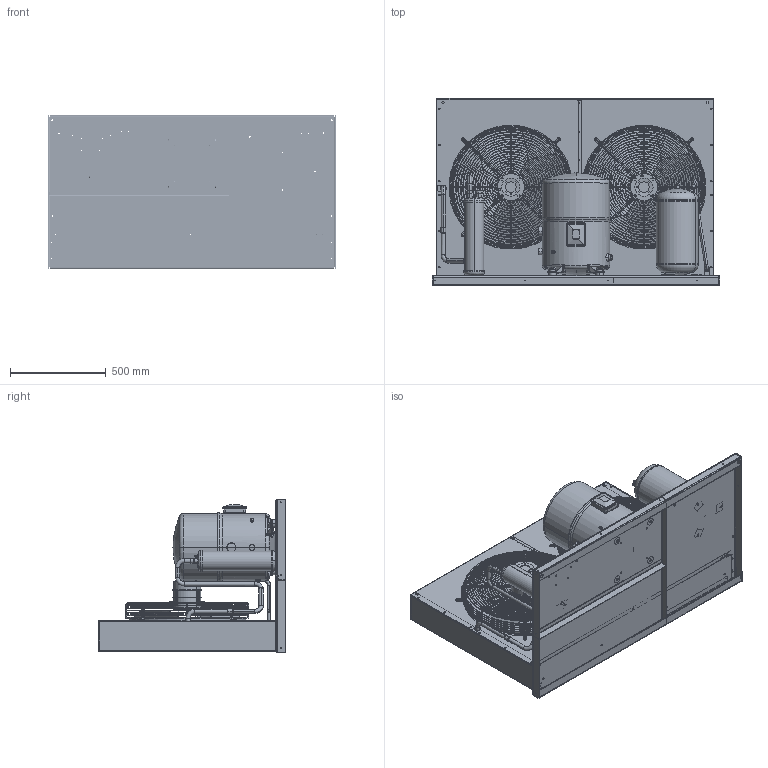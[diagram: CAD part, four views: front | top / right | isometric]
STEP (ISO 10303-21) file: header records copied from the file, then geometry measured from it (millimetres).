
FILE_DESCRIPTION (( 'STEP AP214' ), '1' );
FILE_NAME ('HGM(Z)125D.STEP', '2016-11-17T12:50:11', ( '' ), ( '' ), 'SwSTEP 2.0', 'SolidWorks 2016', '' );
FILE_SCHEMA (( 'AUTOMOTIVE_DESIGN' ));
Length unit declared in the file: millimetre
Products named in the file (19): 191U138500 600MM; hptech_600_Valor predeterminado; 191U137400 MOTOR EBERLE 3-4CV; 191U124727P04_Valor predeterminado; 191U124727P03_Valor predeterminado; 191U124727P02_Valor predeterminado; 191U124717 - Copy_Valor predeterminado; COMPRESSOR DANFOSS MODELO MT100-160; 191U128507; HGM(Z)125D; 191U161207_Valor predeterminado; 191U161007_Valor predeterminado; 191U155927_Valor predeterminado; 191U480407_Predeterminado; 191U007810_Valor predeterminado; 118U6013_Default<As Machined>; 191U124707_Valor predeterminado; 021F0140_Valor predeterminado; 191U135920_Valor predeterminado
Assembly tree (20 placements, depth 4):
  HGM(Z)125D
    191U128507
    COMPRESSOR DANFOSS MODELO MT100-160
    191U124707_Valor predeterminado
      191U124717 - Copy_Valor predeterminado
      191U124727P02_Valor predeterminado
      191U124727P03_Valor predeterminado
      191U124727P04_Valor predeterminado
      191U135920_Valor predeterminado  x2
        191U137400 MOTOR EBERLE 3-4CV
        hptech_600_Valor predeterminado
        191U138500 600MM
      021F0140_Valor predeterminado
    118U6013_Default<As Machined>
    191U007810_Valor predeterminado
    191U480407_Predeterminado
    191U155927_Valor predeterminado
    021F0140_Valor predeterminado
    191U161007_Valor predeterminado
    191U161207_Valor predeterminado
Bounding box: 1500 x 977 x 800 mm (x, y, z)
Volume: 65305499.9 mm3; surface area: 16846387.4 mm2
Topology: 171 solids, 187 shells, 3534 faces, 8405 edges, 5202 vertices
Faces by surface type: plane 1492, cylinder 1263, torus 539, bspline 144, cone 82, sphere 14
Entity records: 107859 total; most frequent: CARTESIAN_POINT 35892, DIRECTION 13134, ORIENTED_EDGE 12032, EDGE_CURVE 6041, AXIS2_PLACEMENT_3D 5097, VERTEX_POINT 3753, LINE 2940, VECTOR 2940
